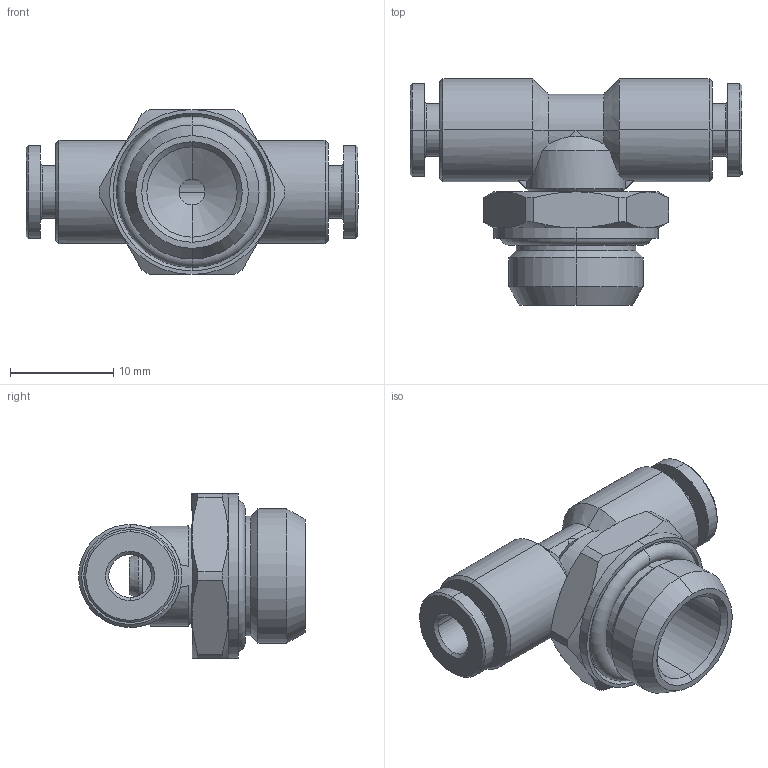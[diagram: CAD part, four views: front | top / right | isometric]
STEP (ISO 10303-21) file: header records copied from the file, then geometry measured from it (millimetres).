
FILE_DESCRIPTION (( 'STEP AP203' ), '1' );
FILE_NAME ('B0120012.STEP', '2012-08-24T07:00:00', ( '' ), ( 'sopra-pneumatic' ), 'SwSTEP 2.0', 'SolidWorks 2011', '' );
FILE_SCHEMA (( 'CONFIG_CONTROL_DESIGN' ));
Length unit declared in the file: millimetre
Products named in the file (1): B0120012
Bounding box: 32.2 x 22 x 16 mm (x, y, z)
Volume: 3031.2 mm3; surface area: 3103.2 mm2
Topology: 2 solids, 2 shells, 136 faces, 316 edges, 190 vertices
Faces by surface type: cone 53, cylinder 45, plane 34, torus 4
Entity records: 4085 total; most frequent: CARTESIAN_POINT 907, DIRECTION 682, ORIENTED_EDGE 632, EDGE_CURVE 316, AXIS2_PLACEMENT_3D 281, VERTEX_POINT 190, EDGE_LOOP 148, CIRCLE 144
